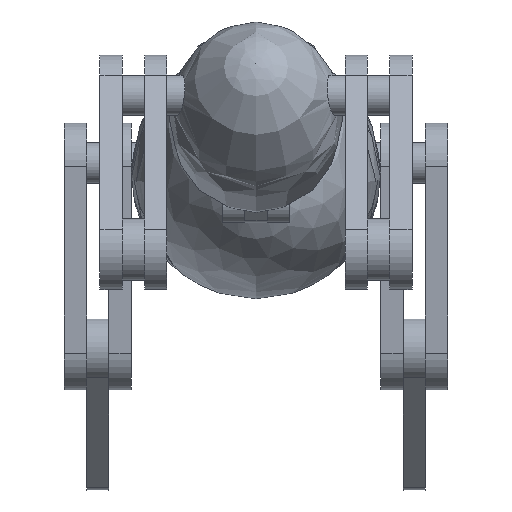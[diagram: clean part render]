
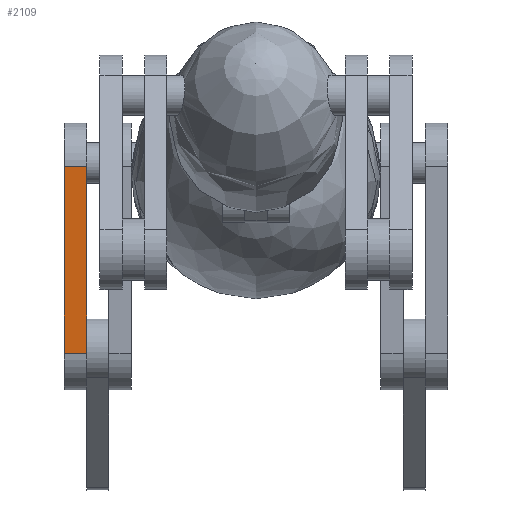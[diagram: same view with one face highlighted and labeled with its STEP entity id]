
A CAD part, left-side view. The second image highlights one B-rep face of the part: STEP entity #2109.
In plain terms, the highlighted planar face has unit normal (-0.996, 0, -0.087).
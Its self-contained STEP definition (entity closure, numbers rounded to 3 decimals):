
#162=PLANE('',#2397);
#256=FACE_OUTER_BOUND('',#407,.T.);
#407=EDGE_LOOP('',(#1596,#1597,#1598,#1599));
#597=LINE('',#3811,#743);
#598=LINE('',#3813,#744);
#599=LINE('',#3815,#745);
#600=LINE('',#3816,#746);
#743=VECTOR('',#2765,10.);
#744=VECTOR('',#2766,10.);
#745=VECTOR('',#2767,10.);
#746=VECTOR('',#2768,10.);
#1028=VERTEX_POINT('',#3809);
#1029=VERTEX_POINT('',#3810);
#1030=VERTEX_POINT('',#3812);
#1031=VERTEX_POINT('',#3814);
#1242=EDGE_CURVE('',#1028,#1029,#597,.T.);
#1243=EDGE_CURVE('',#1029,#1030,#598,.T.);
#1244=EDGE_CURVE('',#1031,#1030,#599,.T.);
#1245=EDGE_CURVE('',#1028,#1031,#600,.T.);
#1596=ORIENTED_EDGE('',*,*,#1242,.T.);
#1597=ORIENTED_EDGE('',*,*,#1243,.T.);
#1598=ORIENTED_EDGE('',*,*,#1244,.F.);
#1599=ORIENTED_EDGE('',*,*,#1245,.F.);
#2109=ADVANCED_FACE('',(#256),#162,.T.);
#2397=AXIS2_PLACEMENT_3D('',#3808,#2763,#2764);
#2763=DIRECTION('center_axis',(-0.996,0.,-0.087));
#2764=DIRECTION('ref_axis',(-0.087,0.,0.996));
#2765=DIRECTION('',(-0.087,0.,0.996));
#2766=DIRECTION('',(0.,1.,0.));
#2767=DIRECTION('',(-0.087,0.,0.996));
#2768=DIRECTION('',(0.,1.,0.));
#3808=CARTESIAN_POINT('Origin',(380.658,190.,-223.478));
#3809=CARTESIAN_POINT('',(380.658,190.,-223.478));
#3810=CARTESIAN_POINT('',(362.355,190.,-14.277));
#3811=CARTESIAN_POINT('',(380.658,190.,-223.478));
#3812=CARTESIAN_POINT('',(362.355,215.,-14.277));
#3813=CARTESIAN_POINT('',(362.355,190.,-14.277));
#3814=CARTESIAN_POINT('',(380.658,215.,-223.478));
#3815=CARTESIAN_POINT('',(380.658,215.,-223.478));
#3816=CARTESIAN_POINT('',(380.658,190.,-223.478));
